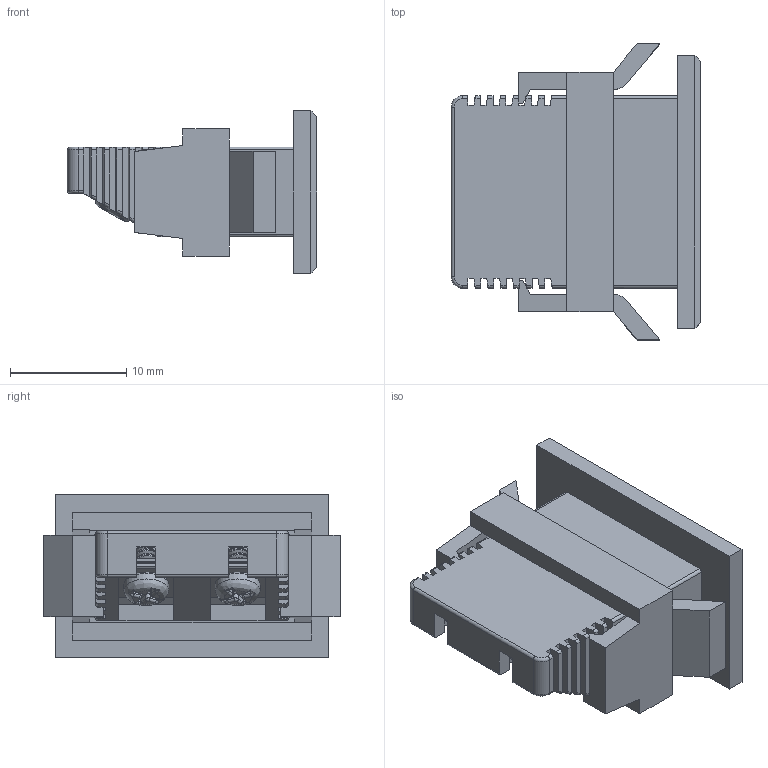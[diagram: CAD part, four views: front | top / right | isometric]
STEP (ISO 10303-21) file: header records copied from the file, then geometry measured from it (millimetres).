
FILE_DESCRIPTION (( 'STEP AP214' ), '1' );
FILE_NAME ('202-Yellow Miniature Fascia Socket-With Clip.STEP', '2025-12-04T13:37:31', ( '' ), ( '' ), 'SwSTEP 2.0', 'SolidWorks 2014', '' );
FILE_SCHEMA (( 'AUTOMOTIVE_DESIGN' ));
Length unit declared in the file: millimetre
Products named in the file (7): 102-Nylon Mount Clip; 202-Yellow Miniature Fascia Socket-With Clip; 106-M2-5-Screw; 104-Metal Wire Retainer; 105-Metal Connection Strip; 103-Metal Connection Strip; 101-Minature Fascia Socket_Yellow
Assembly tree (10 placements, depth 2):
  202-Yellow Miniature Fascia Socket-With Clip
    101-Minature Fascia Socket_Yellow
    105-Metal Connection Strip  x2
    103-Metal Connection Strip  x2
    104-Metal Wire Retainer  x2
    106-M2-5-Screw  x2
    102-Nylon Mount Clip
Bounding box: 21.5 x 25.52 x 14 mm (x, y, z)
Volume: 2721.4 mm3; surface area: 4340.8 mm2
Topology: 10 solids, 10 shells, 463 faces, 1270 edges, 828 vertices
Faces by surface type: plane 253, cylinder 144, bspline 54, torus 12
Full cylindrical faces by diameter (mm): 2 x8, 2.1 x4, 3.85 x2, 5.3 x2
Entity records: 12847 total; most frequent: CARTESIAN_POINT 4627, ORIENTED_EDGE 1776, DIRECTION 1482, EDGE_CURVE 888, LINE 618, VECTOR 618, VERTEX_POINT 581, AXIS2_PLACEMENT_3D 432
